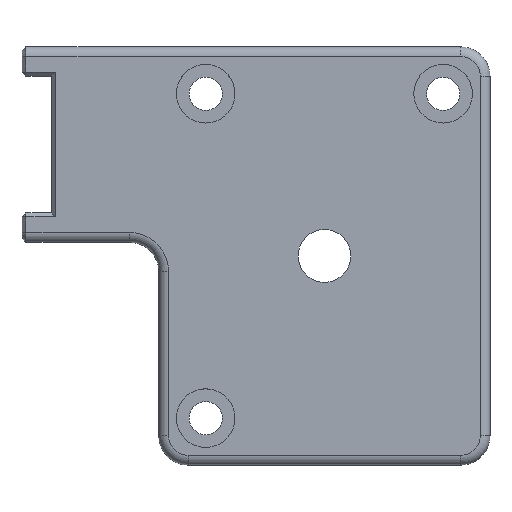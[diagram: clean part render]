
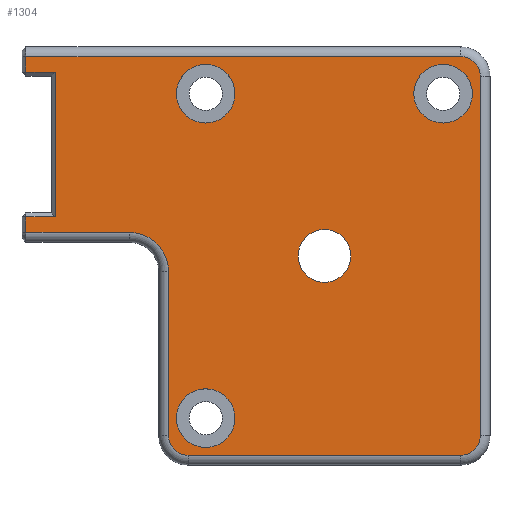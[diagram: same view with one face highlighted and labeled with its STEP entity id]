
A CAD part, top view. The second image highlights one B-rep face of the part: STEP entity #1304.
In plain terms, the highlighted planar face has unit normal (0, 0, 1).
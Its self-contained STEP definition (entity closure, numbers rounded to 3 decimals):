
#26=FACE_BOUND('',#278,.T.);
#27=FACE_BOUND('',#279,.T.);
#28=FACE_BOUND('',#280,.T.);
#29=FACE_BOUND('',#281,.T.);
#73=CIRCLE('',#1404,4.);
#76=CIRCLE('',#1409,2.);
#79=CIRCLE('',#1414,2.);
#82=CIRCLE('',#1419,2.);
#90=CIRCLE('',#1438,2.7);
#92=CIRCLE('',#1448,3.);
#94=CIRCLE('',#1452,3.);
#96=CIRCLE('',#1456,3.);
#188=FACE_OUTER_BOUND('',#277,.T.);
#277=EDGE_LOOP('',(#1153,#1154,#1155,#1156,#1157,#1158,#1159,#1160,#1161,
#1162,#1163,#1164,#1165,#1166));
#278=EDGE_LOOP('',(#1167));
#279=EDGE_LOOP('',(#1168));
#280=EDGE_LOOP('',(#1169));
#281=EDGE_LOOP('',(#1170));
#282=LINE('',#1857,#409);
#312=LINE('',#1920,#439);
#327=LINE('',#1955,#454);
#350=LINE('',#2014,#477);
#353=LINE('',#2018,#480);
#381=LINE('',#2104,#508);
#382=LINE('',#2112,#509);
#383=LINE('',#2120,#510);
#384=LINE('',#2128,#511);
#385=LINE('',#2134,#512);
#409=VECTOR('',#1462,10.);
#439=VECTOR('',#1512,10.);
#454=VECTOR('',#1549,10.);
#477=VECTOR('',#1612,10.);
#480=VECTOR('',#1617,10.);
#508=VECTOR('',#1713,10.);
#509=VECTOR('',#1724,10.);
#510=VECTOR('',#1735,10.);
#511=VECTOR('',#1746,10.);
#512=VECTOR('',#1755,10.);
#536=VERTEX_POINT('',#1855);
#537=VERTEX_POINT('',#1856);
#545=VERTEX_POINT('',#1874);
#551=VERTEX_POINT('',#1894);
#560=VERTEX_POINT('',#1918);
#569=VERTEX_POINT('',#1949);
#609=VERTEX_POINT('',#2102);
#610=VERTEX_POINT('',#2106);
#611=VERTEX_POINT('',#2110);
#612=VERTEX_POINT('',#2114);
#613=VERTEX_POINT('',#2118);
#614=VERTEX_POINT('',#2122);
#615=VERTEX_POINT('',#2126);
#616=VERTEX_POINT('',#2130);
#630=VERTEX_POINT('',#2178);
#632=VERTEX_POINT('',#2197);
#634=VERTEX_POINT('',#2204);
#636=VERTEX_POINT('',#2211);
#637=EDGE_CURVE('',#536,#537,#282,.T.);
#667=EDGE_CURVE('',#560,#545,#312,.T.);
#686=EDGE_CURVE('',#551,#569,#327,.T.);
#717=EDGE_CURVE('',#537,#551,#350,.T.);
#720=EDGE_CURVE('',#545,#536,#353,.T.);
#762=EDGE_CURVE('',#609,#560,#381,.T.);
#764=EDGE_CURVE('',#610,#609,#73,.T.);
#766=EDGE_CURVE('',#611,#610,#382,.T.);
#768=EDGE_CURVE('',#612,#611,#76,.T.);
#770=EDGE_CURVE('',#613,#612,#383,.T.);
#772=EDGE_CURVE('',#614,#613,#79,.T.);
#774=EDGE_CURVE('',#615,#614,#384,.T.);
#776=EDGE_CURVE('',#616,#615,#82,.T.);
#777=EDGE_CURVE('',#569,#616,#385,.T.);
#798=EDGE_CURVE('',#630,#630,#90,.T.);
#807=EDGE_CURVE('',#632,#632,#92,.T.);
#810=EDGE_CURVE('',#634,#634,#94,.T.);
#813=EDGE_CURVE('',#636,#636,#96,.T.);
#1153=ORIENTED_EDGE('',*,*,#667,.F.);
#1154=ORIENTED_EDGE('',*,*,#762,.F.);
#1155=ORIENTED_EDGE('',*,*,#764,.F.);
#1156=ORIENTED_EDGE('',*,*,#766,.F.);
#1157=ORIENTED_EDGE('',*,*,#768,.F.);
#1158=ORIENTED_EDGE('',*,*,#770,.F.);
#1159=ORIENTED_EDGE('',*,*,#772,.F.);
#1160=ORIENTED_EDGE('',*,*,#774,.F.);
#1161=ORIENTED_EDGE('',*,*,#776,.F.);
#1162=ORIENTED_EDGE('',*,*,#777,.F.);
#1163=ORIENTED_EDGE('',*,*,#686,.F.);
#1164=ORIENTED_EDGE('',*,*,#717,.F.);
#1165=ORIENTED_EDGE('',*,*,#637,.F.);
#1166=ORIENTED_EDGE('',*,*,#720,.F.);
#1167=ORIENTED_EDGE('',*,*,#798,.T.);
#1168=ORIENTED_EDGE('',*,*,#807,.T.);
#1169=ORIENTED_EDGE('',*,*,#810,.T.);
#1170=ORIENTED_EDGE('',*,*,#813,.T.);
#1222=PLANE('',#1457);
#1304=ADVANCED_FACE('',(#188,#26,#27,#28,#29),#1222,.T.);
#1404=AXIS2_PLACEMENT_3D('',#2108,#1718,#1719);
#1409=AXIS2_PLACEMENT_3D('',#2116,#1729,#1730);
#1414=AXIS2_PLACEMENT_3D('',#2124,#1740,#1741);
#1419=AXIS2_PLACEMENT_3D('',#2132,#1751,#1752);
#1438=AXIS2_PLACEMENT_3D('',#2179,#1803,#1804);
#1448=AXIS2_PLACEMENT_3D('',#2198,#1830,#1831);
#1452=AXIS2_PLACEMENT_3D('',#2205,#1839,#1840);
#1456=AXIS2_PLACEMENT_3D('',#2212,#1848,#1849);
#1457=AXIS2_PLACEMENT_3D('',#2214,#1851,#1852);
#1462=DIRECTION('',(0.,1.,0.));
#1512=DIRECTION('',(0.,1.,0.));
#1549=DIRECTION('',(0.,1.,0.));
#1612=DIRECTION('',(-1.,0.,0.));
#1617=DIRECTION('',(1.,0.,0.));
#1713=DIRECTION('',(-1.,0.,0.));
#1718=DIRECTION('center_axis',(0.,0.,1.));
#1719=DIRECTION('ref_axis',(0.707,0.707,0.));
#1724=DIRECTION('',(0.,1.,0.));
#1729=DIRECTION('center_axis',(0.,0.,-1.));
#1730=DIRECTION('ref_axis',(-0.707,-0.707,0.));
#1735=DIRECTION('',(-1.,0.,0.));
#1740=DIRECTION('center_axis',(0.,0.,-1.));
#1741=DIRECTION('ref_axis',(0.707,-0.707,0.));
#1746=DIRECTION('',(0.,-1.,0.));
#1751=DIRECTION('center_axis',(0.,0.,-1.));
#1752=DIRECTION('ref_axis',(0.707,0.707,0.));
#1755=DIRECTION('',(1.,0.,0.));
#1803=DIRECTION('center_axis',(0.,0.,-1.));
#1804=DIRECTION('ref_axis',(1.,0.,0.));
#1830=DIRECTION('center_axis',(0.,0.,-1.));
#1831=DIRECTION('ref_axis',(1.,0.,0.));
#1839=DIRECTION('center_axis',(0.,0.,-1.));
#1840=DIRECTION('ref_axis',(1.,0.,0.));
#1848=DIRECTION('center_axis',(0.,0.,-1.));
#1849=DIRECTION('ref_axis',(1.,0.,0.));
#1851=DIRECTION('center_axis',(0.,0.,1.));
#1852=DIRECTION('ref_axis',(0.,-1.,0.));
#1855=CARTESIAN_POINT('',(-27.55,4.,3.5));
#1856=CARTESIAN_POINT('',(-27.55,18.8,3.5));
#1857=CARTESIAN_POINT('',(-27.55,9.2,3.5));
#1874=CARTESIAN_POINT('',(-30.55,4.,3.5));
#1894=CARTESIAN_POINT('',(-30.55,18.8,3.5));
#1918=CARTESIAN_POINT('',(-30.55,2.4,3.5));
#1920=CARTESIAN_POINT('',(-30.55,2.2,3.5));
#1949=CARTESIAN_POINT('',(-30.55,20.4,3.5));
#1955=CARTESIAN_POINT('',(-30.55,10.7,3.5));
#2014=CARTESIAN_POINT('',(-15.475,18.8,3.5));
#2018=CARTESIAN_POINT('',(-13.975,4.,3.5));
#2102=CARTESIAN_POINT('',(-19.95,2.4,3.5));
#2104=CARTESIAN_POINT('',(-15.475,2.4,3.5));
#2106=CARTESIAN_POINT('',(-15.95,-1.6,3.5));
#2108=CARTESIAN_POINT('Origin',(-19.95,-1.6,3.5));
#2110=CARTESIAN_POINT('',(-15.95,-18.4,3.5));
#2112=CARTESIAN_POINT('',(-15.95,10.7,3.5));
#2114=CARTESIAN_POINT('',(-13.95,-20.4,3.5));
#2116=CARTESIAN_POINT('Origin',(-13.95,-18.4,3.5));
#2118=CARTESIAN_POINT('',(13.95,-20.4,3.5));
#2120=CARTESIAN_POINT('',(-8.475,-20.4,3.5));
#2122=CARTESIAN_POINT('',(15.95,-18.4,3.5));
#2124=CARTESIAN_POINT('Origin',(13.95,-18.4,3.5));
#2126=CARTESIAN_POINT('',(15.95,18.4,3.5));
#2128=CARTESIAN_POINT('',(15.95,-10.7,3.5));
#2130=CARTESIAN_POINT('',(13.95,20.4,3.5));
#2132=CARTESIAN_POINT('Origin',(13.95,18.4,3.5));
#2134=CARTESIAN_POINT('',(8.475,20.4,3.5));
#2178=CARTESIAN_POINT('',(-2.7,0.,3.5));
#2179=CARTESIAN_POINT('Origin',(0.,0.,3.5));
#2197=CARTESIAN_POINT('',(-15.15,-16.6,3.5));
#2198=CARTESIAN_POINT('Origin',(-12.15,-16.6,3.5));
#2204=CARTESIAN_POINT('',(-15.15,16.6,3.5));
#2205=CARTESIAN_POINT('Origin',(-12.15,16.6,3.5));
#2211=CARTESIAN_POINT('',(9.15,16.6,3.5));
#2212=CARTESIAN_POINT('Origin',(12.15,16.6,3.5));
#2214=CARTESIAN_POINT('Origin',(0.,0.,3.5));
